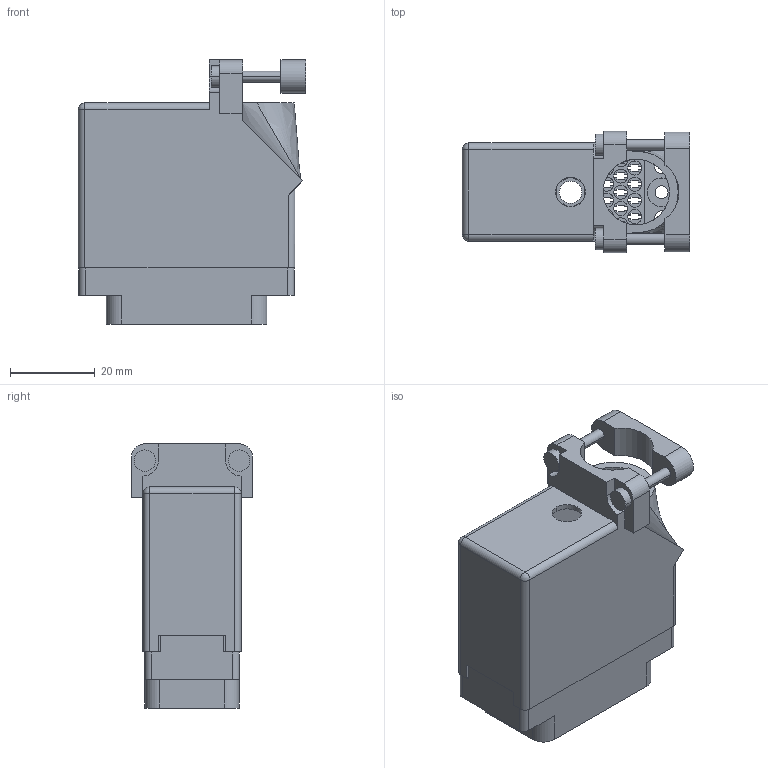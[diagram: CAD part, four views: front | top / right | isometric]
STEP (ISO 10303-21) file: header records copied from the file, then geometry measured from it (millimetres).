
FILE_DESCRIPTION (( 'STEP AP203' ), '1' );
FILE_NAME ('516-038-000-530.STEP', '2020-03-09T18:51:20', ( '' ), ( '' ), 'SwSTEP 2.0', 'SolidWorks 2016', '' );
FILE_SCHEMA (( 'CONFIG_CONTROL_DESIGN' ));
Length unit declared in the file: inch
Products named in the file (3): 516-038-000-530; 516 Plug Insulator_038; 516-230-001_Plastic - 038 Top Entry - Large Clamp
Assembly tree (2 placements, depth 2):
  516-038-000-530
    516 Plug Insulator_038
    516-230-001_Plastic - 038 Top Entry - Large Clamp
Bounding box: 53.62 x 28.57 x 62.28 mm (x, y, z)
Volume: 19845.9 mm3; surface area: 25789.9 mm2
Topology: 2 solids, 2 shells, 967 faces, 2818 edges, 1874 vertices
Faces by surface type: plane 686, cylinder 274, bspline 3, cone 2, sphere 2
Entity records: 32524 total; most frequent: CARTESIAN_POINT 5755, ORIENTED_EDGE 5632, DIRECTION 5449, EDGE_CURVE 2816, VECTOR 2113, LINE 2113, VERTEX_POINT 1874, AXIS2_PLACEMENT_3D 1668
